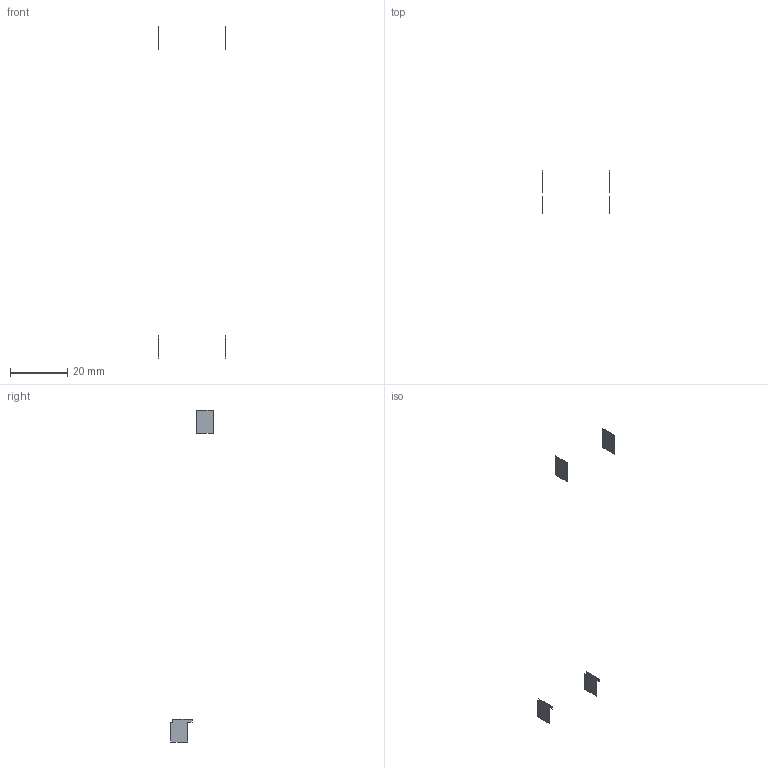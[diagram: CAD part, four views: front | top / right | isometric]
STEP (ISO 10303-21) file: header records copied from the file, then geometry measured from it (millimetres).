
FILE_DESCRIPTION(/* description */ (''),/* implementation_level */ '2;1');
FILE_NAME(/* name */ 'right_side_connector_print_plug.step',/* time_stamp */ '2022-12-30T23:52:31+01:00',/* author */ (''),/* organization */ (''),/* preprocessor_version */ 'ST-DEVELOPER v19.2',/* originating_system */ 'Autodesk Translation Framework v11.17.0.187',/* authorisation */ '');
FILE_SCHEMA (('AUTOMOTIVE_DESIGN { 1 0 10303 214 3 1 1 }'));
Length unit declared in the file: millimetre
Products named in the file (5): Printing Plugs(Mirror); left connect printing plug front left(Mirror); left connect printing plug back right(Mirror); left connect printing plug front right(Mirror); left connect printing plug back left(Mirror)
Assembly tree (4 placements, depth 2):
  Printing Plugs(Mirror)
    left connect printing plug front left(Mirror)
    left connect printing plug back right(Mirror)
    left connect printing plug front right(Mirror)
    left connect printing plug back left(Mirror)
Bounding box: 23.6 x 14.9 x 116.27 mm (x, y, z)
Volume: 19.1 mm3; surface area: 393.4 mm2
Topology: 4 solids, 4 shells, 32 faces, 72 edges, 48 vertices
Faces by surface type: plane 32
Entity records: 1025 total; most frequent: CARTESIAN_POINT 161, DIRECTION 154, ORIENTED_EDGE 144, LINE 72, VECTOR 72, EDGE_CURVE 72, VERTEX_POINT 48, AXIS2_PLACEMENT_3D 41
